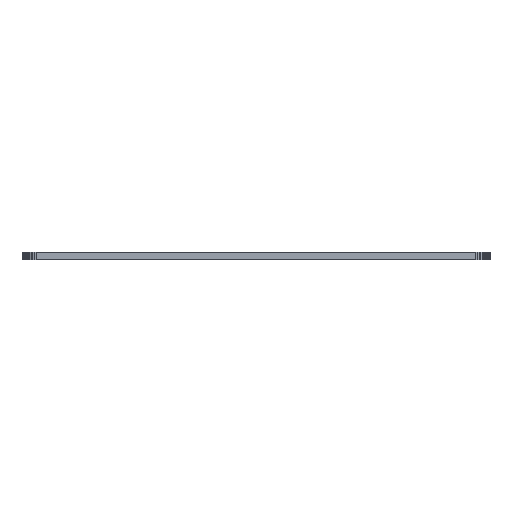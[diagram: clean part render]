
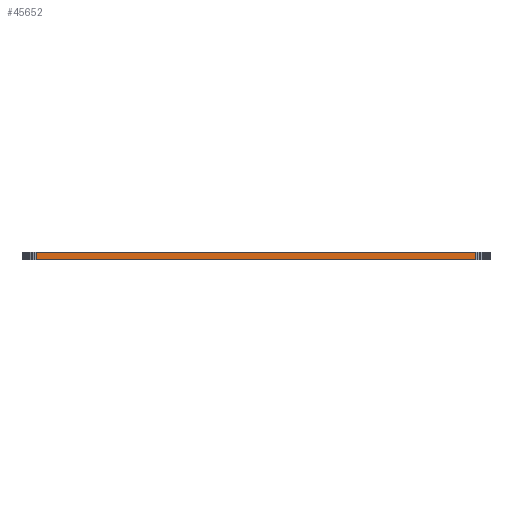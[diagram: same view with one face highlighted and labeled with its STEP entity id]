
A CAD part, left-side view. The second image highlights one B-rep face of the part: STEP entity #45652.
In plain terms, the highlighted planar face has unit normal (-1, 0, 0).
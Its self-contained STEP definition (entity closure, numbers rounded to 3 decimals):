
#90 = PLANE('',#91);
#91 = AXIS2_PLACEMENT_3D('',#92,#93,#94);
#92 = CARTESIAN_POINT('',(0.,0.,1.6));
#93 = DIRECTION('',(-0.,-0.,-1.));
#94 = DIRECTION('',(-1.,0.,0.));
#144 = PLANE('',#145);
#145 = AXIS2_PLACEMENT_3D('',#146,#147,#148);
#146 = CARTESIAN_POINT('',(0.,0.,0.));
#147 = DIRECTION('',(-0.,-0.,-1.));
#148 = DIRECTION('',(-1.,0.,0.));
#1429 = VERTEX_POINT('',#1430);
#1430 = CARTESIAN_POINT('',(-80.,-47.,0.));
#1444 = PLANE('',#1445);
#1445 = AXIS2_PLACEMENT_3D('',#1446,#1447,#1448);
#1446 = CARTESIAN_POINT('',(-79.981,-47.336,0.));
#1447 = DIRECTION('',(-0.998,-0.056,0.));
#1448 = DIRECTION('',(-0.056,0.998,0.));
#1456 = EDGE_CURVE('',#1429,#1457,#1459,.T.);
#1457 = VERTEX_POINT('',#1458);
#1458 = CARTESIAN_POINT('',(-80.,47.,0.));
#1459 = SURFACE_CURVE('',#1460,(#1464,#1471),.PCURVE_S1.);
#1460 = LINE('',#1461,#1462);
#1461 = CARTESIAN_POINT('',(-80.,-47.,0.));
#1462 = VECTOR('',#1463,1.);
#1463 = DIRECTION('',(0.,1.,0.));
#1464 = PCURVE('',#144,#1465);
#1465 = DEFINITIONAL_REPRESENTATION('',(#1466),#1470);
#1466 = LINE('',#1467,#1468);
#1467 = CARTESIAN_POINT('',(80.,-47.));
#1468 = VECTOR('',#1469,1.);
#1469 = DIRECTION('',(0.,1.));
#1470 = ( GEOMETRIC_REPRESENTATION_CONTEXT(2) 
PARAMETRIC_REPRESENTATION_CONTEXT() REPRESENTATION_CONTEXT('2D SPACE',''
  ) );
#1471 = PCURVE('',#1472,#1477);
#1472 = PLANE('',#1473);
#1473 = AXIS2_PLACEMENT_3D('',#1474,#1475,#1476);
#1474 = CARTESIAN_POINT('',(-80.,-47.,0.));
#1475 = DIRECTION('',(-1.,0.,0.));
#1476 = DIRECTION('',(0.,1.,0.));
#1477 = DEFINITIONAL_REPRESENTATION('',(#1478),#1482);
#1478 = LINE('',#1479,#1480);
#1479 = CARTESIAN_POINT('',(0.,0.));
#1480 = VECTOR('',#1481,1.);
#1481 = DIRECTION('',(1.,0.));
#1482 = ( GEOMETRIC_REPRESENTATION_CONTEXT(2) 
PARAMETRIC_REPRESENTATION_CONTEXT() REPRESENTATION_CONTEXT('2D SPACE',''
  ) );
#1500 = PLANE('',#1501);
#1501 = AXIS2_PLACEMENT_3D('',#1502,#1503,#1504);
#1502 = CARTESIAN_POINT('',(-80.,47.,0.));
#1503 = DIRECTION('',(-0.998,0.056,0.));
#1504 = DIRECTION('',(0.056,0.998,0.));
#25356 = VERTEX_POINT('',#25357);
#25357 = CARTESIAN_POINT('',(-80.,-47.,1.6));
#25378 = EDGE_CURVE('',#25356,#25379,#25381,.T.);
#25379 = VERTEX_POINT('',#25380);
#25380 = CARTESIAN_POINT('',(-80.,47.,1.6));
#25381 = SURFACE_CURVE('',#25382,(#25386,#25393),.PCURVE_S1.);
#25382 = LINE('',#25383,#25384);
#25383 = CARTESIAN_POINT('',(-80.,-47.,1.6));
#25384 = VECTOR('',#25385,1.);
#25385 = DIRECTION('',(0.,1.,0.));
#25386 = PCURVE('',#90,#25387);
#25387 = DEFINITIONAL_REPRESENTATION('',(#25388),#25392);
#25388 = LINE('',#25389,#25390);
#25389 = CARTESIAN_POINT('',(80.,-47.));
#25390 = VECTOR('',#25391,1.);
#25391 = DIRECTION('',(0.,1.));
#25392 = ( GEOMETRIC_REPRESENTATION_CONTEXT(2) 
PARAMETRIC_REPRESENTATION_CONTEXT() REPRESENTATION_CONTEXT('2D SPACE',''
  ) );
#25393 = PCURVE('',#1472,#25394);
#25394 = DEFINITIONAL_REPRESENTATION('',(#25395),#25399);
#25395 = LINE('',#25396,#25397);
#25396 = CARTESIAN_POINT('',(0.,-1.6));
#25397 = VECTOR('',#25398,1.);
#25398 = DIRECTION('',(1.,0.));
#25399 = ( GEOMETRIC_REPRESENTATION_CONTEXT(2) 
PARAMETRIC_REPRESENTATION_CONTEXT() REPRESENTATION_CONTEXT('2D SPACE',''
  ) );
#45602 = EDGE_CURVE('',#1457,#25379,#45603,.T.);
#45603 = SURFACE_CURVE('',#45604,(#45608,#45615),.PCURVE_S1.);
#45604 = LINE('',#45605,#45606);
#45605 = CARTESIAN_POINT('',(-80.,47.,0.));
#45606 = VECTOR('',#45607,1.);
#45607 = DIRECTION('',(0.,0.,1.));
#45608 = PCURVE('',#1500,#45609);
#45609 = DEFINITIONAL_REPRESENTATION('',(#45610),#45614);
#45610 = LINE('',#45611,#45612);
#45611 = CARTESIAN_POINT('',(0.,0.));
#45612 = VECTOR('',#45613,1.);
#45613 = DIRECTION('',(0.,-1.));
#45614 = ( GEOMETRIC_REPRESENTATION_CONTEXT(2) 
PARAMETRIC_REPRESENTATION_CONTEXT() REPRESENTATION_CONTEXT('2D SPACE',''
  ) );
#45615 = PCURVE('',#1472,#45616);
#45616 = DEFINITIONAL_REPRESENTATION('',(#45617),#45621);
#45617 = LINE('',#45618,#45619);
#45618 = CARTESIAN_POINT('',(94.,0.));
#45619 = VECTOR('',#45620,1.);
#45620 = DIRECTION('',(0.,-1.));
#45621 = ( GEOMETRIC_REPRESENTATION_CONTEXT(2) 
PARAMETRIC_REPRESENTATION_CONTEXT() REPRESENTATION_CONTEXT('2D SPACE',''
  ) );
#45652 = ADVANCED_FACE('',(#45653),#1472,.T.);
#45653 = FACE_BOUND('',#45654,.T.);
#45654 = EDGE_LOOP('',(#45655,#45676,#45677,#45678));
#45655 = ORIENTED_EDGE('',*,*,#45656,.T.);
#45656 = EDGE_CURVE('',#1429,#25356,#45657,.T.);
#45657 = SURFACE_CURVE('',#45658,(#45662,#45669),.PCURVE_S1.);
#45658 = LINE('',#45659,#45660);
#45659 = CARTESIAN_POINT('',(-80.,-47.,0.));
#45660 = VECTOR('',#45661,1.);
#45661 = DIRECTION('',(0.,0.,1.));
#45662 = PCURVE('',#1472,#45663);
#45663 = DEFINITIONAL_REPRESENTATION('',(#45664),#45668);
#45664 = LINE('',#45665,#45666);
#45665 = CARTESIAN_POINT('',(0.,0.));
#45666 = VECTOR('',#45667,1.);
#45667 = DIRECTION('',(0.,-1.));
#45668 = ( GEOMETRIC_REPRESENTATION_CONTEXT(2) 
PARAMETRIC_REPRESENTATION_CONTEXT() REPRESENTATION_CONTEXT('2D SPACE',''
  ) );
#45669 = PCURVE('',#1444,#45670);
#45670 = DEFINITIONAL_REPRESENTATION('',(#45671),#45675);
#45671 = LINE('',#45672,#45673);
#45672 = CARTESIAN_POINT('',(0.336,0.));
#45673 = VECTOR('',#45674,1.);
#45674 = DIRECTION('',(0.,-1.));
#45675 = ( GEOMETRIC_REPRESENTATION_CONTEXT(2) 
PARAMETRIC_REPRESENTATION_CONTEXT() REPRESENTATION_CONTEXT('2D SPACE',''
  ) );
#45676 = ORIENTED_EDGE('',*,*,#25378,.T.);
#45677 = ORIENTED_EDGE('',*,*,#45602,.F.);
#45678 = ORIENTED_EDGE('',*,*,#1456,.F.);
